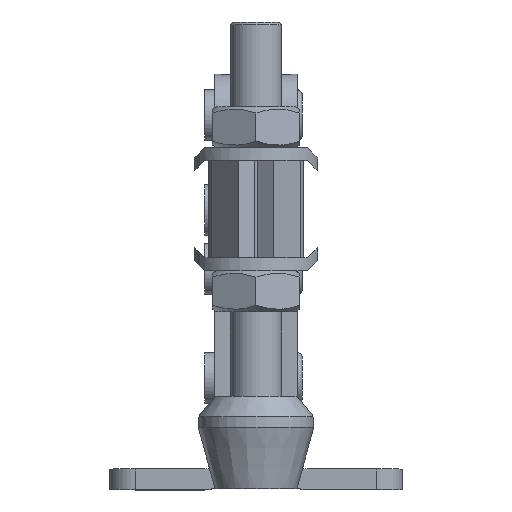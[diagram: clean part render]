
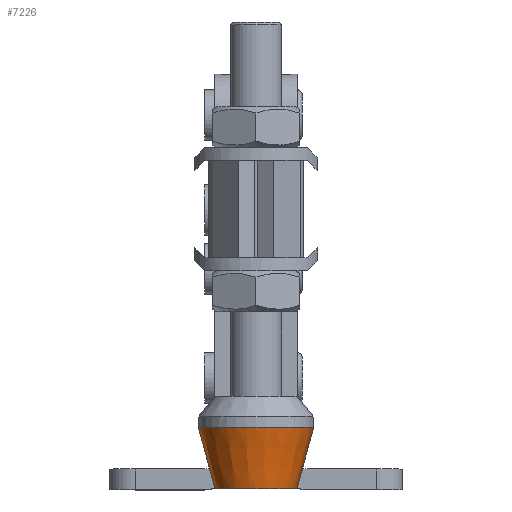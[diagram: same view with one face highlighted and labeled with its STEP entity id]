
A CAD part, top view. The second image highlights one B-rep face of the part: STEP entity #7226.
In plain terms, the highlighted conical face has half-angle 15.154 degrees and reference radius 9.625 mm.
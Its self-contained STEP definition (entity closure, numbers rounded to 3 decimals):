
#7192=CARTESIAN_POINT('',(11.25,12.,103.5));
#7193=VERTEX_POINT('',#7192);
#7194=CARTESIAN_POINT('',(0.,12.,103.5));
#7195=DIRECTION('',(0.0,-1.0,0.0));
#7196=DIRECTION('',(1.0,0.0,0.0));
#7197=AXIS2_PLACEMENT_3D('',#7194,#7195,#7196);
#7198=CIRCLE('',#7197,11.25);
#7199=EDGE_CURVE('',#7193,#7193,#7198,.T.);
#7207=CARTESIAN_POINT('',(0.,6.,103.5));
#7208=DIRECTION('',(0.,1.0,0.));
#7209=DIRECTION('',(1.0,0.0,0.0));
#7210=AXIS2_PLACEMENT_3D('',#7207,#7208,#7209);
#7211=CONICAL_SURFACE('',#7210,9.625,15.154);
#7212=CARTESIAN_POINT('',(8.,0.,103.5));
#7213=VERTEX_POINT('',#7212);
#7214=CARTESIAN_POINT('',(0.,0.,103.5));
#7215=DIRECTION('',(0.0,-1.0,0.0));
#7216=DIRECTION('',(1.0,0.0,0.0));
#7217=AXIS2_PLACEMENT_3D('',#7214,#7215,#7216);
#7218=CIRCLE('',#7217,8.0);
#7219=EDGE_CURVE('',#7213,#7213,#7218,.T.);
#7220=ORIENTED_EDGE('',*,*,#7219,.F.);
#7221=EDGE_LOOP('',(#7220));
#7222=FACE_OUTER_BOUND('',#7221,.T.);
#7223=ORIENTED_EDGE('',*,*,#7199,.T.);
#7224=EDGE_LOOP('',(#7223));
#7225=FACE_BOUND('',#7224,.T.);
#7226=ADVANCED_FACE('',(#7222,#7225),#7211,.T.);
